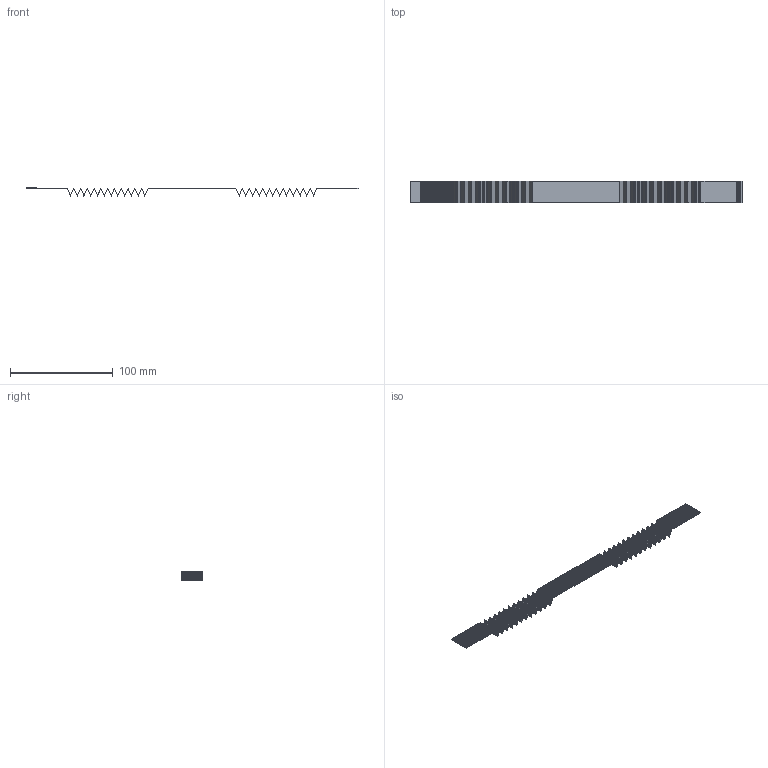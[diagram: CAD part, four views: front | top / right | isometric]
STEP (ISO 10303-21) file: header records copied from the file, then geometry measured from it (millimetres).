
FILE_DESCRIPTION(/* description */ ('Unknown'),/* implementation_level */ '2;1');
FILE_NAME(/* name */ '686720225001',/* time_stamp */ '2021-02-17T10:03:50+01:00',/* author */ ('Unknown'),/* organization */ ('Unknown'),/* preprocessor_version */ 'ST-DEVELOPER v16.7',/* originating_system */ 'DEX',/* authorisation */ $);
FILE_SCHEMA (('AUTOMOTIVE_DESIGN { 1 0 10303 214 3 1 1 }','AUTOMOTIVE_DESIGN {1 0 10303 214 3 1 1}'));
Products named in the file (2): 6867xx225001; 686720225001
Assembly tree (1 placements, depth 2):
  6867xx225001
    686720225001
Bounding box: 323.56 x 21 x 7.84 mm (x, y, z)
Volume: 1286.7 mm3; surface area: 39124.6 mm2
Topology: 1 solids, 481 shells, 4242 faces, 9752 edges, 6472 vertices
Faces by surface type: plane 4242
Entity records: 146000 total; most frequent: CARTESIAN_POINT 20468, ORIENTED_EDGE 19504, DIRECTION 18240, EDGE_CURVE 9752, LINE 9752, VECTOR 9752, VERTEX_POINT 6472, AXIS2_PLACEMENT_3D 4244
